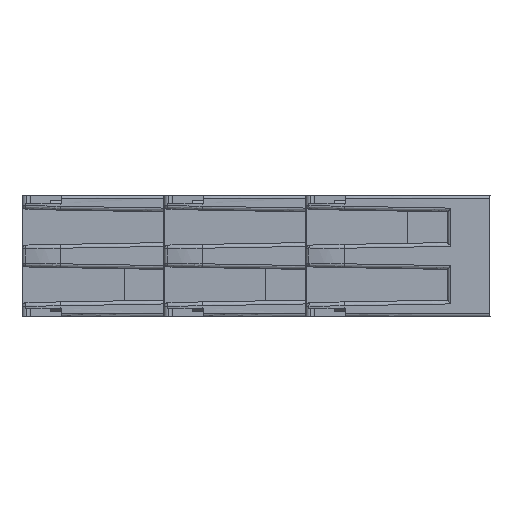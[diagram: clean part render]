
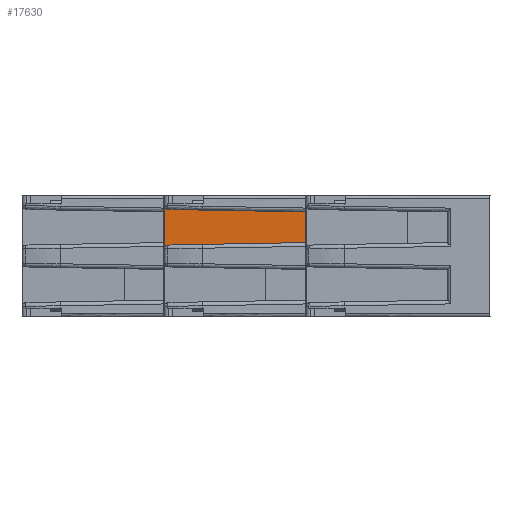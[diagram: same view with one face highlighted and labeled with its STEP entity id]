
A CAD part, left-side view. The second image highlights one B-rep face of the part: STEP entity #17630.
In plain terms, the highlighted planar face has unit normal (-0.999, 0.037, 0).
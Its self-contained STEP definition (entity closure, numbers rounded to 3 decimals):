
#4 = EDGE_CURVE ( 'NONE', #14587, #25405, #39039, .T. ) ;
#1266 = AXIS2_PLACEMENT_3D ( 'NONE', #31150, #3530, #34795 ) ;
#1366 = CARTESIAN_POINT ( 'NONE',  ( -37.067, 26.031, 1.715 ) ) ;
#1560 = VECTOR ( 'NONE', #31610, 1000. ) ;
#1872 = CARTESIAN_POINT ( 'NONE',  ( -37.142, 24.007, 5.75 ) ) ;
#2972 = B_SPLINE_CURVE_WITH_KNOTS ( 'NONE', 3,
 ( #3106, #14052, #7208, #6612 ),
 .UNSPECIFIED., .F., .F.,
 ( 4, 4 ),
 ( 0.005, 0.006 ),
 .UNSPECIFIED. ) ;
#3106 = CARTESIAN_POINT ( 'NONE',  ( -36.502, 41.294, 6.052 ) ) ;
#3530 = DIRECTION ( 'NONE',  ( 0.999, -0.037, 0. ) ) ;
#3955 = CARTESIAN_POINT ( 'NONE',  ( -36.476, 42.01, 1.413 ) ) ;
#5973 = EDGE_CURVE ( 'NONE', #34269, #12369, #36182, .T. ) ;
#5989 = VERTEX_POINT ( 'NONE', #14284 ) ;
#6262 = EDGE_CURVE ( 'NONE', #5989, #38237, #28078, .T. ) ;
#6359 = EDGE_CURVE ( 'NONE', #21461, #10625, #32832, .T. ) ;
#6612 = CARTESIAN_POINT ( 'NONE',  ( -36.476, 42.01, 6.087 ) ) ;
#6757 = CARTESIAN_POINT ( 'NONE',  ( -36.502, 41.294, 1.448 ) ) ;
#6771 = CARTESIAN_POINT ( 'NONE',  ( -37.142, 24., 5.759 ) ) ;
#7208 = CARTESIAN_POINT ( 'NONE',  ( -36.485, 41.772, 6.066 ) ) ;
#7225 = CARTESIAN_POINT ( 'NONE',  ( -37.071, 25.922, 5.784 ) ) ;
#7801 = CARTESIAN_POINT ( 'NONE',  ( -37.142, 24., 5.759 ) ) ;
#8186 = CARTESIAN_POINT ( 'NONE',  ( -37.142, 24., 1.741 ) ) ;
#8555 = B_SPLINE_CURVE_WITH_KNOTS ( 'NONE', 3,
 ( #3955, #20992, #42366, #35071 ),
 .UNSPECIFIED., .F., .F.,
 ( 4, 4 ),
 ( 0.001, 0.002 ),
 .UNSPECIFIED. ) ;
#8776 = CARTESIAN_POINT ( 'NONE',  ( -37.12, 24.612, 1.735 ) ) ;
#10625 = VERTEX_POINT ( 'NONE', #17256 ) ;
#10696 = CARTESIAN_POINT ( 'NONE',  ( -37.103, 25.059, 5.771 ) ) ;
#10851 = CARTESIAN_POINT ( 'NONE',  ( -37.123, 24.53, 5.764 ) ) ;
#10948 = CARTESIAN_POINT ( 'NONE',  ( -37.142, 24.007, 1.75 ) ) ;
#11999 = CARTESIAN_POINT ( 'NONE',  ( -37.047, 26.588, 1.705 ) ) ;
#12243 = ORIENTED_EDGE ( 'NONE', *, *, #4, .F. ) ;
#12369 = VERTEX_POINT ( 'NONE', #23261 ) ;
#12531 = DIRECTION ( 'NONE',  ( 0.037, 0.999, 0.017 ) ) ;
#13835 = CARTESIAN_POINT ( 'NONE',  ( -36.471, 42.132, 1.402 ) ) ;
#13985 = CARTESIAN_POINT ( 'NONE',  ( -36.476, 42.01, 1.413 ) ) ;
#14052 = CARTESIAN_POINT ( 'NONE',  ( -36.494, 41.533, 6.056 ) ) ;
#14284 = CARTESIAN_POINT ( 'NONE',  ( -37.142, 24., 1.741 ) ) ;
#14369 = EDGE_CURVE ( 'NONE', #12369, #25405, #8555, .T. ) ;
#14587 = VERTEX_POINT ( 'NONE', #29870 ) ;
#15628 = ORIENTED_EDGE ( 'NONE', *, *, #14369, .T. ) ;
#16997 = CARTESIAN_POINT ( 'NONE',  ( -36.459, 42.472, 0.936 ) ) ;
#17135 = CARTESIAN_POINT ( 'NONE',  ( -36.476, 42.01, 6.087 ) ) ;
#17256 = CARTESIAN_POINT ( 'NONE',  ( -36.459, 42.472, 6.564 ) ) ;
#17630 = ADVANCED_FACE ( 'NONE', ( #22561 ), #27675, .F. ) ;
#17635 = CARTESIAN_POINT ( 'NONE',  ( -36.459, 42.472, 0.936 ) ) ;
#17847 = CARTESIAN_POINT ( 'NONE',  ( -36.502, 41.294, 6.052 ) ) ;
#18863 = CARTESIAN_POINT ( 'NONE',  ( -37.131, 24.306, 1.738 ) ) ;
#18883 = CARTESIAN_POINT ( 'NONE',  ( -37.047, 26.588, 5.795 ) ) ;
#19163 = CARTESIAN_POINT ( 'NONE',  ( -37.108, 24.918, 1.73 ) ) ;
#20344 = ORIENTED_EDGE ( 'NONE', *, *, #44938, .T. ) ;
#20992 = CARTESIAN_POINT ( 'NONE',  ( -36.485, 41.772, 1.434 ) ) ;
#21304 = CARTESIAN_POINT ( 'NONE',  ( -36.467, 42.251, 1.352 ) ) ;
#21461 = VERTEX_POINT ( 'NONE', #34661 ) ;
#21848 = ORIENTED_EDGE ( 'NONE', *, *, #6262, .T. ) ;
#22058 = CARTESIAN_POINT ( 'NONE',  ( -37.088, 25.475, 1.723 ) ) ;
#22120 = VECTOR ( 'NONE', #33200, 1000. ) ;
#22561 = FACE_OUTER_BOUND ( 'NONE', #32032, .T. ) ;
#22790 = VECTOR ( 'NONE', #41776, 1000. ) ;
#23261 = CARTESIAN_POINT ( 'NONE',  ( -36.476, 42.01, 1.413 ) ) ;
#23317 = B_SPLINE_CURVE_WITH_KNOTS ( 'NONE', 3,
 ( #38640, #41695, #7225, #34854, #10696, #10851, #6771 ),
 .UNSPECIFIED., .F., .F.,
 ( 4, 3, 4 ),
 ( 0., 0.001, 0.003 ),
 .UNSPECIFIED. ) ;
#24273 = CARTESIAN_POINT ( 'NONE',  ( -36.459, 42.472, 6.442 ) ) ;
#24810 = ORIENTED_EDGE ( 'NONE', *, *, #32216, .T. ) ;
#25405 = VERTEX_POINT ( 'NONE', #6757 ) ;
#26031 = LINE ( 'NONE', #31290, #22790 ) ;
#27460 = ORIENTED_EDGE ( 'NONE', *, *, #6359, .T. ) ;
#27632 = ORIENTED_EDGE ( 'NONE', *, *, #5973, .T. ) ;
#27675 = PLANE ( 'NONE',  #1266 ) ;
#28078 = LINE ( 'NONE', #29735, #22120 ) ;
#28090 = VERTEX_POINT ( 'NONE', #18883 ) ;
#28269 = EDGE_CURVE ( 'NONE', #28090, #38237, #23317, .T. ) ;
#29735 = CARTESIAN_POINT ( 'NONE',  ( -37.142, 24., 7.9 ) ) ;
#29870 = CARTESIAN_POINT ( 'NONE',  ( -37.047, 26.588, 1.705 ) ) ;
#30768 = B_SPLINE_CURVE_WITH_KNOTS ( 'NONE', 3,
 ( #8186, #18863, #8776, #19163, #22058, #1366, #11999 ),
 .UNSPECIFIED., .F., .F.,
 ( 4, 3, 4 ),
 ( 0., 0.001, 0.003 ),
 .UNSPECIFIED. ) ;
#31150 = CARTESIAN_POINT ( 'NONE',  ( -36.95, 29.2, 1.75 ) ) ;
#31290 = CARTESIAN_POINT ( 'NONE',  ( -36.459, 42.472, 1.75 ) ) ;
#31571 = CARTESIAN_POINT ( 'NONE',  ( -36.459, 42.472, 1.058 ) ) ;
#31610 = DIRECTION ( 'NONE',  ( 0.037, 0.999, -0.017 ) ) ;
#32032 = EDGE_LOOP ( 'NONE', ( #20344, #24810, #27460, #44431, #27632, #15628, #12243, #40631, #21848, #43457 ) ) ;
#32216 = EDGE_CURVE ( 'NONE', #32382, #21461, #2972, .T. ) ;
#32382 = VERTEX_POINT ( 'NONE', #17847 ) ;
#32832 = B_SPLINE_CURVE_WITH_KNOTS ( 'NONE', 3,
 ( #17135, #40955, #37607, #38055, #24273, #41560 ),
 .UNSPECIFIED., .F., .F.,
 ( 4, 2, 4 ),
 ( 0., 0., 0.001 ),
 .UNSPECIFIED. ) ;
#33200 = DIRECTION ( 'NONE',  ( 0., 0., 1. ) ) ;
#34269 = VERTEX_POINT ( 'NONE', #16997 ) ;
#34661 = CARTESIAN_POINT ( 'NONE',  ( -36.476, 42.01, 6.087 ) ) ;
#34770 = CARTESIAN_POINT ( 'NONE',  ( -36.461, 42.421, 1.179 ) ) ;
#34795 = DIRECTION ( 'NONE',  ( 0.037, 0.999, 0. ) ) ;
#34854 = CARTESIAN_POINT ( 'NONE',  ( -37.084, 25.588, 5.779 ) ) ;
#35071 = CARTESIAN_POINT ( 'NONE',  ( -36.502, 41.294, 1.448 ) ) ;
#36182 = B_SPLINE_CURVE_WITH_KNOTS ( 'NONE', 3,
 ( #17635, #31571, #34770, #21304, #13835, #13985 ),
 .UNSPECIFIED., .F., .F.,
 ( 4, 2, 4 ),
 ( 0.002, 0.003, 0.003 ),
 .UNSPECIFIED. ) ;
#37127 = EDGE_CURVE ( 'NONE', #34269, #10625, #26031, .T. ) ;
#37329 = EDGE_CURVE ( 'NONE', #5989, #14587, #30768, .T. ) ;
#37607 = CARTESIAN_POINT ( 'NONE',  ( -36.467, 42.25, 6.147 ) ) ;
#38055 = CARTESIAN_POINT ( 'NONE',  ( -36.461, 42.422, 6.322 ) ) ;
#38237 = VERTEX_POINT ( 'NONE', #7801 ) ;
#38640 = CARTESIAN_POINT ( 'NONE',  ( -37.047, 26.588, 5.795 ) ) ;
#39039 = LINE ( 'NONE', #10948, #1560 ) ;
#40631 = ORIENTED_EDGE ( 'NONE', *, *, #37329, .F. ) ;
#40955 = CARTESIAN_POINT ( 'NONE',  ( -36.471, 42.133, 6.098 ) ) ;
#41560 = CARTESIAN_POINT ( 'NONE',  ( -36.459, 42.472, 6.564 ) ) ;
#41695 = CARTESIAN_POINT ( 'NONE',  ( -37.059, 26.255, 5.789 ) ) ;
#41776 = DIRECTION ( 'NONE',  ( 0., 0., 1. ) ) ;
#42366 = CARTESIAN_POINT ( 'NONE',  ( -36.494, 41.533, 1.444 ) ) ;
#43427 = VECTOR ( 'NONE', #12531, 1000. ) ;
#43457 = ORIENTED_EDGE ( 'NONE', *, *, #28269, .F. ) ;
#44431 = ORIENTED_EDGE ( 'NONE', *, *, #37127, .F. ) ;
#44572 = LINE ( 'NONE', #1872, #43427 ) ;
#44938 = EDGE_CURVE ( 'NONE', #28090, #32382, #44572, .T. ) ;
